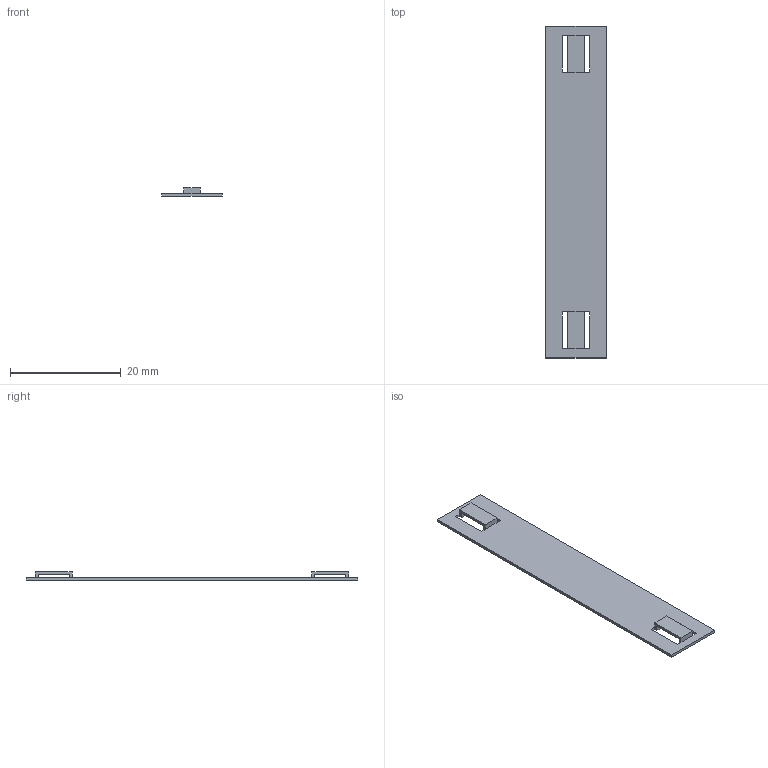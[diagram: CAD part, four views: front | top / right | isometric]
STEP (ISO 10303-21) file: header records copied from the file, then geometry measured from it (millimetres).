
FILE_DESCRIPTION(('CATIA V5 STEP Exchange','CAx-IF Rec.Pracs.--- Model Styling and Organization---1.4--- 2014-01-23'),'2;1');
FILE_NAME ('1469271-2_0_2859520000_53877_SFX-M_11X60_LRP_ST_ROTE_Simple3D.stp','2022-09-16T10:20:10+00:00',('none'),('Weidmueller'),'CATIA Version 5-6 Release 2016 SP3 HF44','CATIA V5 STEP AP214','none');
FILE_SCHEMA(('AUTOMOTIVE_DESIGN { 1 0 10303 214 1 1 1 1 }'));
Length unit declared in the file: millimetre
Products named in the file (1): 53877_SFX-M_11X60_LRP_ST_ROTE
Bounding box: 11 x 60 x 1.5 mm (x, y, z)
Volume: 322.7 mm3; surface area: 1396.4 mm2
Topology: 1 solids, 1 shells, 34 faces, 100 edges, 64 vertices
Faces by surface type: plane 34
Entity records: 1067 total; most frequent: ORIENTED_EDGE 200, CARTESIAN_POINT 185, DIRECTION 140, VECTOR 100, EDGE_CURVE 100, LINE 100, VERTEX_POINT 64, EDGE_LOOP 38
